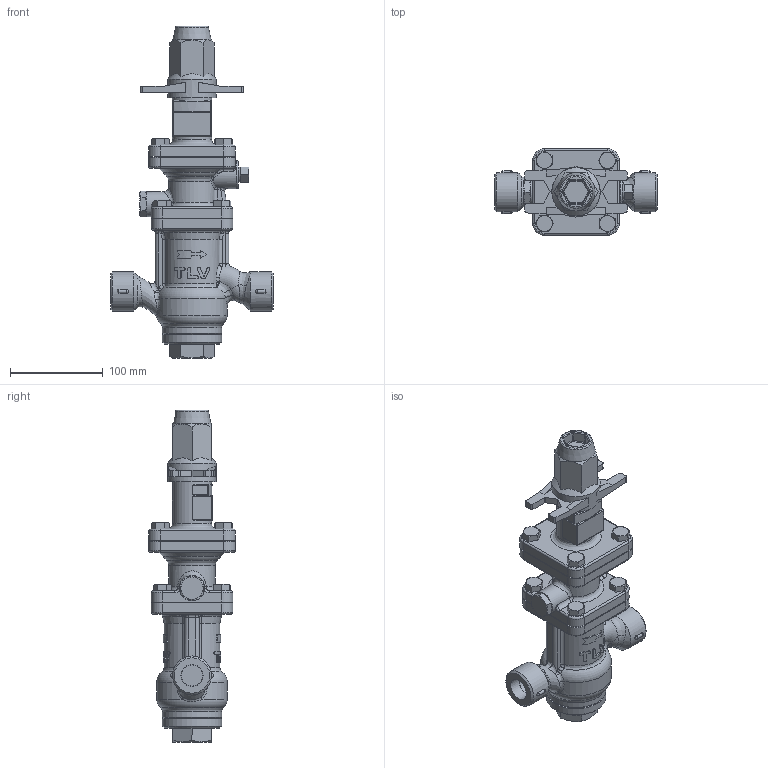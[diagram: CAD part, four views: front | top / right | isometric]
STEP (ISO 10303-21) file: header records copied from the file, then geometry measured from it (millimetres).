
FILE_DESCRIPTION((''),'2;1');
FILE_NAME('csr3x-020-screw-00.stp','2010-06-24T09:21:41',('nakaot'),(''),'Autodesk Inventor 2008','Autodesk Inventor 2008','');
FILE_SCHEMA(('AUTOMOTIVE_DESIGN { 1 0 10303 214 1 1 1 1 }'));
Length unit declared in the file: millimetre
Products named in the file (1): csr3x-020-screw-00
Bounding box: 175 x 93 x 357 mm (x, y, z)
Volume: 1295558.1 mm3; surface area: 150939.3 mm2
Topology: 1 solids, 1 shells, 651 faces, 1593 edges, 950 vertices
Faces by surface type: plane 208, bspline 171, cylinder 140, cone 83, torus 35, sphere 14
Full cylindrical faces by diameter (mm): 10 x8, 27 x1, 30 x1, 42 x3, 52 x1, 64 x2, 67.531 x1, 67.717 x1
Entity records: 38750 total; most frequent: CARTESIAN_POINT 25157, ORIENTED_EDGE 2982, DIRECTION 2527, EDGE_CURVE 1491, AXIS2_PLACEMENT_3D 1007, VERTEX_POINT 932, EDGE_LOOP 755, FACE_OUTER_BOUND 650
